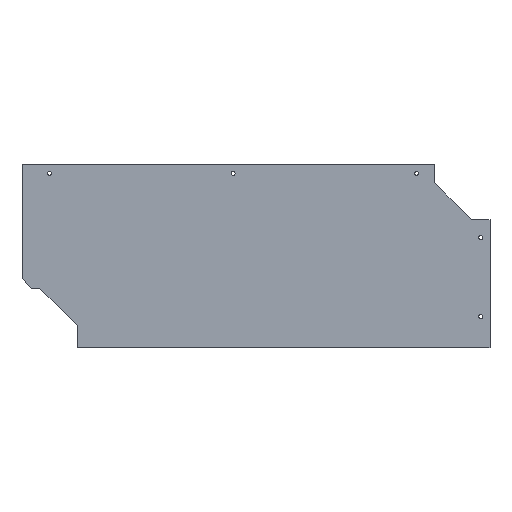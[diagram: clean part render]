
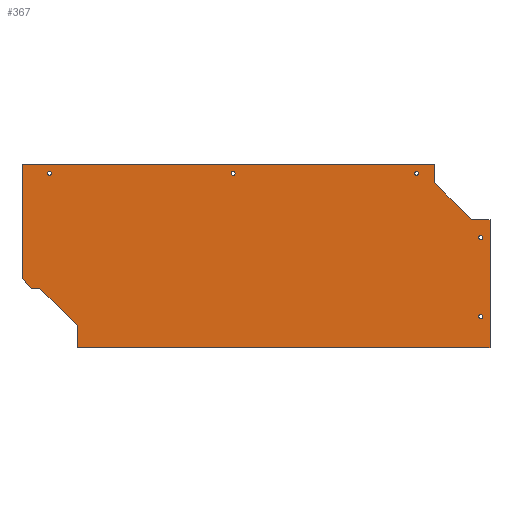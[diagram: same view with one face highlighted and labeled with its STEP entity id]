
A CAD part, top view. The second image highlights one B-rep face of the part: STEP entity #367.
In plain terms, the highlighted planar face has unit normal (0, 0, 1).
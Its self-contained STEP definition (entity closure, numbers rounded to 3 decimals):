
#15=FACE_BOUND('',#73,.T.);
#16=FACE_BOUND('',#74,.T.);
#17=FACE_BOUND('',#75,.T.);
#18=FACE_BOUND('',#76,.T.);
#19=FACE_BOUND('',#77,.T.);
#36=PLANE('',#409);
#54=FACE_OUTER_BOUND('',#72,.T.);
#72=EDGE_LOOP('',(#314,#315,#316,#317,#318,#319,#320,#321,#322,#323,#324));
#73=EDGE_LOOP('',(#325));
#74=EDGE_LOOP('',(#326));
#75=EDGE_LOOP('',(#327));
#76=EDGE_LOOP('',(#328));
#77=EDGE_LOOP('',(#329));
#89=LINE('',#541,#127);
#93=LINE('',#549,#131);
#96=LINE('',#555,#134);
#99=LINE('',#561,#137);
#102=LINE('',#567,#140);
#105=LINE('',#573,#143);
#108=LINE('',#579,#146);
#111=LINE('',#585,#149);
#114=LINE('',#591,#152);
#117=LINE('',#597,#155);
#120=LINE('',#602,#158);
#127=VECTOR('',#450,10.);
#131=VECTOR('',#456,10.);
#134=VECTOR('',#461,10.);
#137=VECTOR('',#466,10.);
#140=VECTOR('',#471,10.);
#143=VECTOR('',#476,10.);
#146=VECTOR('',#481,10.);
#149=VECTOR('',#486,10.);
#152=VECTOR('',#491,10.);
#155=VECTOR('',#496,10.);
#158=VECTOR('',#501,10.);
#160=CIRCLE('',#384,3.3);
#162=CIRCLE('',#387,3.3);
#164=CIRCLE('',#390,3.3);
#166=CIRCLE('',#393,3.3);
#168=CIRCLE('',#396,3.3);
#170=VERTEX_POINT('',#509);
#172=VERTEX_POINT('',#515);
#174=VERTEX_POINT('',#521);
#176=VERTEX_POINT('',#527);
#178=VERTEX_POINT('',#533);
#180=VERTEX_POINT('',#539);
#181=VERTEX_POINT('',#540);
#184=VERTEX_POINT('',#548);
#186=VERTEX_POINT('',#554);
#188=VERTEX_POINT('',#560);
#190=VERTEX_POINT('',#566);
#192=VERTEX_POINT('',#572);
#194=VERTEX_POINT('',#578);
#196=VERTEX_POINT('',#584);
#198=VERTEX_POINT('',#590);
#200=VERTEX_POINT('',#596);
#202=EDGE_CURVE('',#170,#170,#160,.T.);
#205=EDGE_CURVE('',#172,#172,#162,.T.);
#208=EDGE_CURVE('',#174,#174,#164,.T.);
#211=EDGE_CURVE('',#176,#176,#166,.T.);
#214=EDGE_CURVE('',#178,#178,#168,.T.);
#217=EDGE_CURVE('',#180,#181,#89,.T.);
#221=EDGE_CURVE('',#180,#184,#93,.T.);
#224=EDGE_CURVE('',#184,#186,#96,.T.);
#227=EDGE_CURVE('',#186,#188,#99,.T.);
#230=EDGE_CURVE('',#190,#188,#102,.T.);
#233=EDGE_CURVE('',#192,#190,#105,.T.);
#236=EDGE_CURVE('',#192,#194,#108,.T.);
#239=EDGE_CURVE('',#194,#196,#111,.T.);
#242=EDGE_CURVE('',#198,#196,#114,.T.);
#245=EDGE_CURVE('',#198,#200,#117,.T.);
#248=EDGE_CURVE('',#200,#181,#120,.T.);
#314=ORIENTED_EDGE('',*,*,#248,.T.);
#315=ORIENTED_EDGE('',*,*,#217,.F.);
#316=ORIENTED_EDGE('',*,*,#221,.T.);
#317=ORIENTED_EDGE('',*,*,#224,.T.);
#318=ORIENTED_EDGE('',*,*,#227,.T.);
#319=ORIENTED_EDGE('',*,*,#230,.F.);
#320=ORIENTED_EDGE('',*,*,#233,.F.);
#321=ORIENTED_EDGE('',*,*,#236,.T.);
#322=ORIENTED_EDGE('',*,*,#239,.T.);
#323=ORIENTED_EDGE('',*,*,#242,.F.);
#324=ORIENTED_EDGE('',*,*,#245,.T.);
#325=ORIENTED_EDGE('',*,*,#202,.T.);
#326=ORIENTED_EDGE('',*,*,#205,.T.);
#327=ORIENTED_EDGE('',*,*,#208,.T.);
#328=ORIENTED_EDGE('',*,*,#211,.T.);
#329=ORIENTED_EDGE('',*,*,#214,.T.);
#367=ADVANCED_FACE('',(#54,#15,#16,#17,#18,#19),#36,.T.);
#384=AXIS2_PLACEMENT_3D('',#510,#415,#416);
#387=AXIS2_PLACEMENT_3D('',#516,#422,#423);
#390=AXIS2_PLACEMENT_3D('',#522,#429,#430);
#393=AXIS2_PLACEMENT_3D('',#528,#436,#437);
#396=AXIS2_PLACEMENT_3D('',#534,#443,#444);
#409=AXIS2_PLACEMENT_3D('',#604,#503,#504);
#415=DIRECTION('center_axis',(0.,0.,-1.));
#416=DIRECTION('ref_axis',(1.,0.,0.));
#422=DIRECTION('center_axis',(0.,0.,-1.));
#423=DIRECTION('ref_axis',(1.,0.,0.));
#429=DIRECTION('center_axis',(0.,0.,-1.));
#430=DIRECTION('ref_axis',(1.,0.,0.));
#436=DIRECTION('center_axis',(0.,0.,-1.));
#437=DIRECTION('ref_axis',(1.,0.,0.));
#443=DIRECTION('center_axis',(0.,0.,-1.));
#444=DIRECTION('ref_axis',(1.,0.,0.));
#450=DIRECTION('',(0.,1.,0.));
#456=DIRECTION('',(1.,0.,0.));
#461=DIRECTION('',(0.,1.,0.));
#466=DIRECTION('',(-1.,0.,0.));
#471=DIRECTION('',(0.707,-0.707,0.));
#476=DIRECTION('',(0.,-1.,0.));
#481=DIRECTION('',(-1.,0.,0.));
#486=DIRECTION('',(0.,-1.,0.));
#491=DIRECTION('',(-0.707,0.707,0.));
#496=DIRECTION('',(1.,0.,0.));
#501=DIRECTION('',(0.707,-0.707,0.));
#503=DIRECTION('center_axis',(0.,0.,1.));
#504=DIRECTION('ref_axis',(1.,0.,0.));
#509=CARTESIAN_POINT('',(364.2,-99.,0.));
#510=CARTESIAN_POINT('Origin',(367.5,-99.,0.));
#515=CARTESIAN_POINT('',(259.2,135.,0.));
#516=CARTESIAN_POINT('Origin',(262.5,135.,0.));
#521=CARTESIAN_POINT('',(-340.8,135.,0.));
#522=CARTESIAN_POINT('Origin',(-337.5,135.,0.));
#527=CARTESIAN_POINT('',(364.2,30.,0.));
#528=CARTESIAN_POINT('Origin',(367.5,30.,0.));
#533=CARTESIAN_POINT('',(-40.8,135.,0.));
#534=CARTESIAN_POINT('Origin',(-37.5,135.,0.));
#539=CARTESIAN_POINT('',(-292.,-150.,0.));
#540=CARTESIAN_POINT('',(-292.,-113.797,0.));
#541=CARTESIAN_POINT('',(-292.,-150.,0.));
#548=CARTESIAN_POINT('',(382.5,-150.,0.));
#549=CARTESIAN_POINT('',(-382.5,-150.,0.));
#554=CARTESIAN_POINT('',(382.5,59.5,0.));
#555=CARTESIAN_POINT('',(382.5,-150.,0.));
#560=CARTESIAN_POINT('',(352.297,59.5,0.));
#561=CARTESIAN_POINT('',(382.5,59.5,0.));
#566=CARTESIAN_POINT('',(292.,119.797,0.));
#567=CARTESIAN_POINT('',(292.,119.797,0.));
#572=CARTESIAN_POINT('',(292.,150.,0.));
#573=CARTESIAN_POINT('',(292.,150.,0.));
#578=CARTESIAN_POINT('',(-382.5,150.,0.));
#579=CARTESIAN_POINT('',(382.5,150.,0.));
#584=CARTESIAN_POINT('',(-382.5,-37.5,0.));
#585=CARTESIAN_POINT('',(-382.5,150.,0.));
#590=CARTESIAN_POINT('',(-367.5,-52.5,0.));
#591=CARTESIAN_POINT('',(-367.5,-52.5,0.));
#596=CARTESIAN_POINT('',(-353.297,-52.5,0.));
#597=CARTESIAN_POINT('',(-382.5,-52.5,0.));
#602=CARTESIAN_POINT('',(-353.297,-52.5,0.));
#604=CARTESIAN_POINT('Origin',(0.,0.,
0.));
